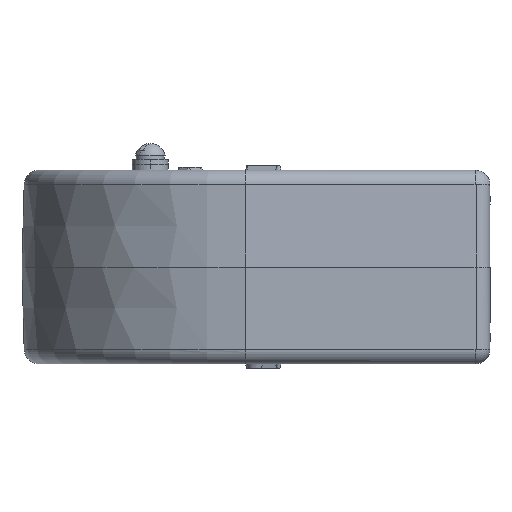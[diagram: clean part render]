
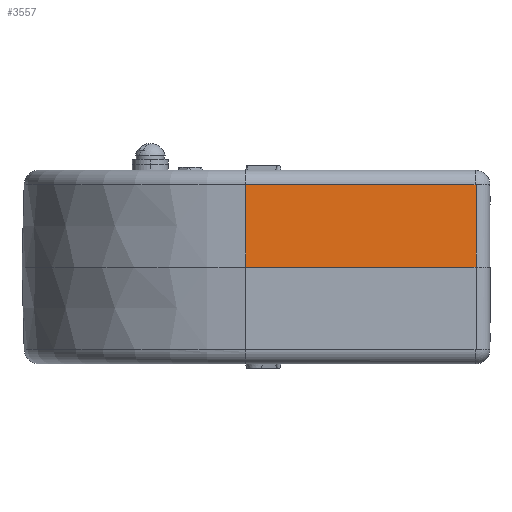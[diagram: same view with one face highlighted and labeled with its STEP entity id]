
A CAD part, left-side view. The second image highlights one B-rep face of the part: STEP entity #3557.
In plain terms, the highlighted planar face has unit normal (-0.998, -0.061, 0.026).
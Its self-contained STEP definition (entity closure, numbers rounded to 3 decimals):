
#514 = VERTEX_POINT ( 'NONE', #6073 ) ;
#536 = VERTEX_POINT ( 'NONE', #6154 ) ;
#553 = VERTEX_POINT ( 'NONE', #4780 ) ;
#640 = VERTEX_POINT ( 'NONE', #4901 ) ;
#1276 = EDGE_LOOP ( 'NONE', ( #2017, #1978, #2001, #2002 ) ) ;
#1978 = ORIENTED_EDGE ( 'NONE', *, *, #7596, .T. ) ;
#2001 = ORIENTED_EDGE ( 'NONE', *, *, #7429, .T. ) ;
#2002 = ORIENTED_EDGE ( 'NONE', *, *, #7599, .T. ) ;
#2017 = ORIENTED_EDGE ( 'NONE', *, *, #7582, .T. ) ;
#3507 = B_SPLINE_CURVE_WITH_KNOTS ( 'NONE', 3,
 ( #4416, #4428, #4437, #4431 ),
 .UNSPECIFIED., .F., .F.,
 ( 4, 4 ),
 ( 0.005, 0.033 ),
 .UNSPECIFIED. ) ;
#3557 = ADVANCED_FACE ( 'NONE', ( #8483 ), #5097, .T. ) ;
#3631 = CARTESIAN_POINT ( 'NONE',  ( -70.29, -77.304, -0.124 ) ) ;
#3651 = DIRECTION ( 'NONE',  ( 0.026, 0., 1. ) ) ;
#3709 = DIRECTION ( 'NONE',  ( -0.061, 0.998, 0. ) ) ;
#3710 = CARTESIAN_POINT ( 'NONE',  ( -74.278, 0.044, 27.631 ) ) ;
#4416 = CARTESIAN_POINT ( 'NONE',  ( -74.276, 0.022, 27.631 ) ) ;
#4428 = CARTESIAN_POINT ( 'NONE',  ( -74.518, 0.015, 18.421 ) ) ;
#4431 = CARTESIAN_POINT ( 'NONE',  ( -75., 0., 0. ) ) ;
#4437 = CARTESIAN_POINT ( 'NONE',  ( -74.759, 0.007, 9.21 ) ) ;
#4780 = CARTESIAN_POINT ( 'NONE',  ( -69.561, -77.304, 27.631 ) ) ;
#4901 = CARTESIAN_POINT ( 'NONE',  ( -70.286, -77.304, 0. ) ) ;
#5081 = CARTESIAN_POINT ( 'NONE',  ( -75., 0., 0. ) ) ;
#5097 = PLANE ( 'NONE',  #6980 ) ;
#5120 = DIRECTION ( 'NONE',  ( -0.998, -0.061, 0.026 ) ) ;
#5140 = DIRECTION ( 'NONE',  ( 0.061, -0.998, 0. ) ) ;
#6073 = CARTESIAN_POINT ( 'NONE',  ( -74.276, 0.022, 27.631 ) ) ;
#6154 = CARTESIAN_POINT ( 'NONE',  ( -75., 0., 0. ) ) ;
#6368 = VECTOR ( 'NONE', #7742, 1000. ) ;
#6374 = VECTOR ( 'NONE', #3651, 1000. ) ;
#6392 = LINE ( 'NONE', #3710, #6393 ) ;
#6393 = VECTOR ( 'NONE', #3709, 1000. ) ;
#6395 = LINE ( 'NONE', #3631, #6374 ) ;
#6406 = LINE ( 'NONE', #7726, #6368 ) ;
#6980 = AXIS2_PLACEMENT_3D ( 'NONE', #5081, #5120, #5140 ) ;
#7429 = EDGE_CURVE ( 'NONE', #514, #536, #3507, .T. ) ;
#7582 = EDGE_CURVE ( 'NONE', #640, #553, #6395, .T. ) ;
#7596 = EDGE_CURVE ( 'NONE', #553, #514, #6392, .T. ) ;
#7599 = EDGE_CURVE ( 'NONE', #536, #640, #6406, .T. ) ;
#7726 = CARTESIAN_POINT ( 'NONE',  ( -75., 0., 0. ) ) ;
#7742 = DIRECTION ( 'NONE',  ( 0.061, -0.998, 0. ) ) ;
#8483 = FACE_OUTER_BOUND ( 'NONE', #1276, .T. ) ;
